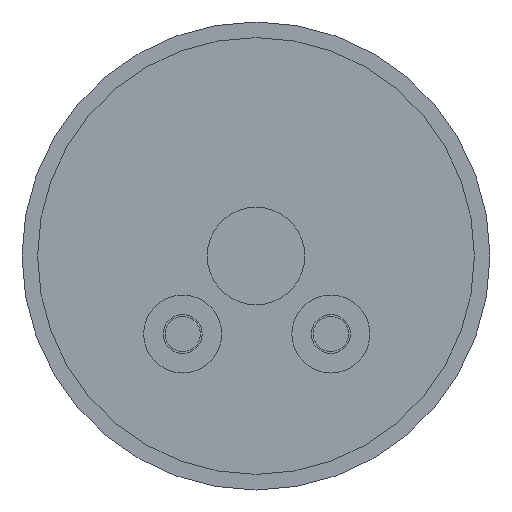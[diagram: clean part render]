
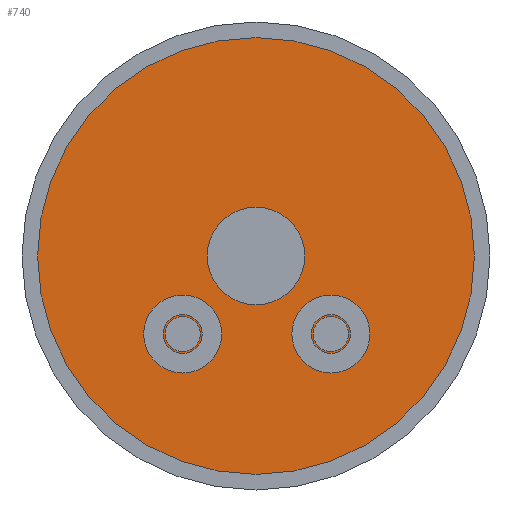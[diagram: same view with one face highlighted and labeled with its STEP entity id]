
A CAD part, front view. The second image highlights one B-rep face of the part: STEP entity #740.
In plain terms, the highlighted planar face has unit normal (0, -1, 0).
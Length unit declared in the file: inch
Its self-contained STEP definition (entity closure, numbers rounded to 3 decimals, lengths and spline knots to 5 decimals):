
#1 = CIRCLE ( 'NONE', #1550, 0.11024 ) ;
#41 = CARTESIAN_POINT ( 'NONE',  ( 0., -0.02999, 0.23154 ) ) ;
#64 = AXIS2_PLACEMENT_3D ( 'NONE', #76, #696, #939 ) ;
#76 = CARTESIAN_POINT ( 'NONE',  ( 0., -0.02999, 0.12131 ) ) ;
#103 = EDGE_CURVE ( 'NONE', #1539, #811, #548, .T. ) ;
#245 = CARTESIAN_POINT ( 'NONE',  ( 0., -0.02999, 0.12131 ) ) ;
#346 = DIRECTION ( 'NONE',  ( 0., 0., -1. ) ) ;
#434 = FACE_OUTER_BOUND ( 'NONE', #1475, .T. ) ;
#548 = CIRCLE ( 'NONE', #674, 0.11024 ) ;
#674 = AXIS2_PLACEMENT_3D ( 'NONE', #245, #1214, #346 ) ;
#696 = DIRECTION ( 'NONE',  ( 0., -1., 0. ) ) ;
#740 = ADVANCED_FACE ( 'NONE', ( #434 ), #931, .T. ) ;
#811 = VERTEX_POINT ( 'NONE', #41 ) ;
#849 = CARTESIAN_POINT ( 'NONE',  ( 0., -0.02999, 0.12131 ) ) ;
#931 = PLANE ( 'NONE',  #64 ) ;
#939 = DIRECTION ( 'NONE',  ( 0., 0., -1. ) ) ;
#969 = CARTESIAN_POINT ( 'NONE',  ( 0., -0.02999, 0.01107 ) ) ;
#1106 = DIRECTION ( 'NONE',  ( 0., 0., -1. ) ) ;
#1214 = DIRECTION ( 'NONE',  ( 0., -1., 0. ) ) ;
#1246 = ORIENTED_EDGE ( 'NONE', *, *, #103, .T. ) ;
#1256 = EDGE_CURVE ( 'NONE', #811, #1539, #1, .T. ) ;
#1267 = ORIENTED_EDGE ( 'NONE', *, *, #1256, .T. ) ;
#1336 = DIRECTION ( 'NONE',  ( 0., -1., 0. ) ) ;
#1475 = EDGE_LOOP ( 'NONE', ( #1246, #1267 ) ) ;
#1539 = VERTEX_POINT ( 'NONE', #969 ) ;
#1550 = AXIS2_PLACEMENT_3D ( 'NONE', #849, #1336, #1106 ) ;
